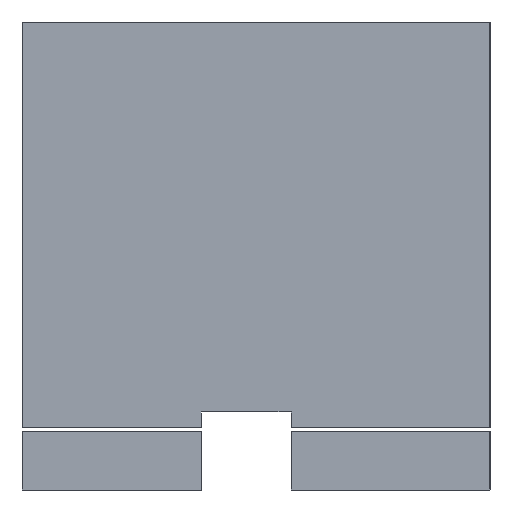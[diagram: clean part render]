
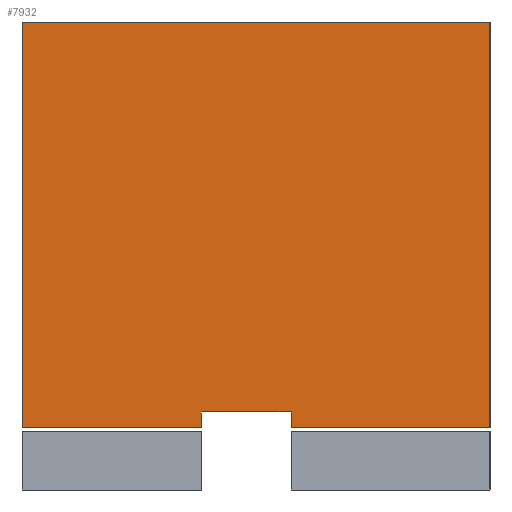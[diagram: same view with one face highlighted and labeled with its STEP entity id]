
A CAD part, left-side view. The second image highlights one B-rep face of the part: STEP entity #7932.
In plain terms, the highlighted planar face has unit normal (-1, 0, 0).
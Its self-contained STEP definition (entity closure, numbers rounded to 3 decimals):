
#5152 = VERTEX_POINT('',#5153);
#5153 = CARTESIAN_POINT('',(-1.,-0.6,0.16));
#5188 = VERTEX_POINT('',#5189);
#5189 = CARTESIAN_POINT('',(-1.,-0.09,0.16));
#5195 = EDGE_CURVE('',#5152,#5188,#5196,.T.);
#5196 = LINE('',#5197,#5198);
#5197 = CARTESIAN_POINT('',(-1.,-0.6,0.16));
#5198 = VECTOR('',#5199,1.);
#5199 = DIRECTION('',(0.,1.,0.));
#5248 = EDGE_CURVE('',#5249,#5251,#5253,.T.);
#5249 = VERTEX_POINT('',#5250);
#5250 = CARTESIAN_POINT('',(-1.,0.14,0.16));
#5251 = VERTEX_POINT('',#5252);
#5252 = CARTESIAN_POINT('',(-1.,0.6,0.16));
#5253 = LINE('',#5254,#5255);
#5254 = CARTESIAN_POINT('',(-1.,0.14,0.16));
#5255 = VECTOR('',#5256,1.);
#5256 = DIRECTION('',(0.,1.,0.));
#5313 = EDGE_CURVE('',#5152,#5314,#5316,.T.);
#5314 = VERTEX_POINT('',#5315);
#5315 = CARTESIAN_POINT('',(-1.,-0.6,1.2));
#5316 = LINE('',#5317,#5318);
#5317 = CARTESIAN_POINT('',(-1.,-0.6,0.16));
#5318 = VECTOR('',#5319,1.);
#5319 = DIRECTION('',(0.,0.,1.));
#7779 = EDGE_CURVE('',#5249,#7780,#7782,.T.);
#7780 = VERTEX_POINT('',#7781);
#7781 = CARTESIAN_POINT('',(-1.,0.14,0.2));
#7782 = LINE('',#7783,#7784);
#7783 = CARTESIAN_POINT('',(-1.,0.14,0.16));
#7784 = VECTOR('',#7785,1.);
#7785 = DIRECTION('',(0.,0.,1.));
#7803 = VERTEX_POINT('',#7804);
#7804 = CARTESIAN_POINT('',(-1.,-0.09,0.2));
#7812 = EDGE_CURVE('',#7803,#7780,#7813,.T.);
#7813 = LINE('',#7814,#7815);
#7814 = CARTESIAN_POINT('',(-1.,-0.09,0.2));
#7815 = VECTOR('',#7816,1.);
#7816 = DIRECTION('',(0.,1.,0.));
#7870 = EDGE_CURVE('',#5188,#7803,#7871,.T.);
#7871 = LINE('',#7872,#7873);
#7872 = CARTESIAN_POINT('',(-1.,-0.09,0.16));
#7873 = VECTOR('',#7874,1.);
#7874 = DIRECTION('',(0.,0.,1.));
#7913 = EDGE_CURVE('',#5314,#7914,#7916,.T.);
#7914 = VERTEX_POINT('',#7915);
#7915 = CARTESIAN_POINT('',(-1.,0.6,1.2));
#7916 = LINE('',#7917,#7918);
#7917 = CARTESIAN_POINT('',(-1.,-0.6,1.2));
#7918 = VECTOR('',#7919,1.);
#7919 = DIRECTION('',(0.,1.,0.));
#7932 = ADVANCED_FACE('',(#7933),#7948,.T.);
#7933 = FACE_BOUND('',#7934,.F.);
#7934 = EDGE_LOOP('',(#7935,#7936,#7937,#7938,#7939,#7940,#7946,#7947));
#7935 = ORIENTED_EDGE('',*,*,#5195,.T.);
#7936 = ORIENTED_EDGE('',*,*,#7870,.T.);
#7937 = ORIENTED_EDGE('',*,*,#7812,.T.);
#7938 = ORIENTED_EDGE('',*,*,#7779,.F.);
#7939 = ORIENTED_EDGE('',*,*,#5248,.T.);
#7940 = ORIENTED_EDGE('',*,*,#7941,.T.);
#7941 = EDGE_CURVE('',#5251,#7914,#7942,.T.);
#7942 = LINE('',#7943,#7944);
#7943 = CARTESIAN_POINT('',(-1.,0.6,0.16));
#7944 = VECTOR('',#7945,1.);
#7945 = DIRECTION('',(0.,0.,1.));
#7946 = ORIENTED_EDGE('',*,*,#7913,.F.);
#7947 = ORIENTED_EDGE('',*,*,#5313,.F.);
#7948 = PLANE('',#7949);
#7949 = AXIS2_PLACEMENT_3D('',#7950,#7951,#7952);
#7950 = CARTESIAN_POINT('',(-1.,-0.6,0.));
#7951 = DIRECTION('',(-1.,0.,0.));
#7952 = DIRECTION('',(0.,0.,1.));
